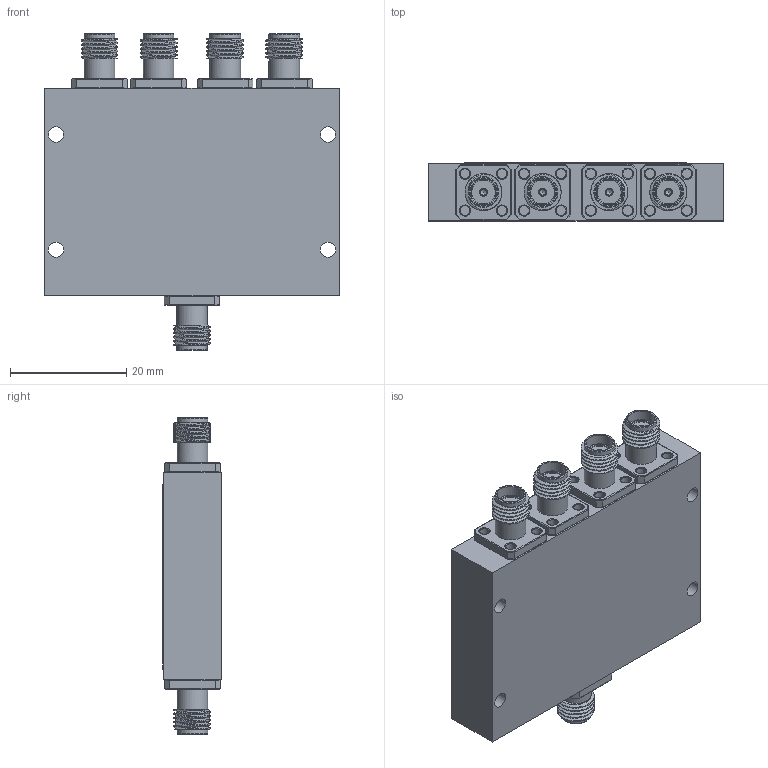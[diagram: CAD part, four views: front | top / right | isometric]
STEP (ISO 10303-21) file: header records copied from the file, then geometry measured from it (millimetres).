
FILE_DESCRIPTION (( 'STEP AP214' ), '1' );
FILE_NAME ('APD-4-618-30W-SFF 3D Step Model.STEP', '2025-01-30T13:57:09', ( '' ), ( '' ), 'SwSTEP 2.0', 'SolidWorks 2024', '' );
FILE_SCHEMA (( 'AUTOMOTIVE_DESIGN' ));
Length unit declared in the file: inch
Products named in the file (1): APD-4-618-30W-SFF 3D Step Model
Bounding box: 50.6 x 10.03 x 54.48 mm (x, y, z)
Volume: 19198.8 mm3; surface area: 10558.2 mm2
Topology: 7 solids, 7 shells, 532 faces, 2061 edges, 1709 vertices
Faces by surface type: plane 238, cylinder 159, torus 115, bspline 10, cone 10
Full cylindrical faces by diameter (mm): 0.381 x5, 0.635 x5, 1.016 x5, 1.27 x5, 1.702 x20, 2.642 x4, 3.302 x5, 4.191 x10, 4.597 x5, 5.283 x10
Entity records: 35443 total; most frequent: CARTESIAN_POINT 12121, ORIENTED_EDGE 3694, DIRECTION 2578, EDGE_CURVE 1847, VERTEX_POINT 1694, LINE 974, VECTOR 974, EDGE_LOOP 945
